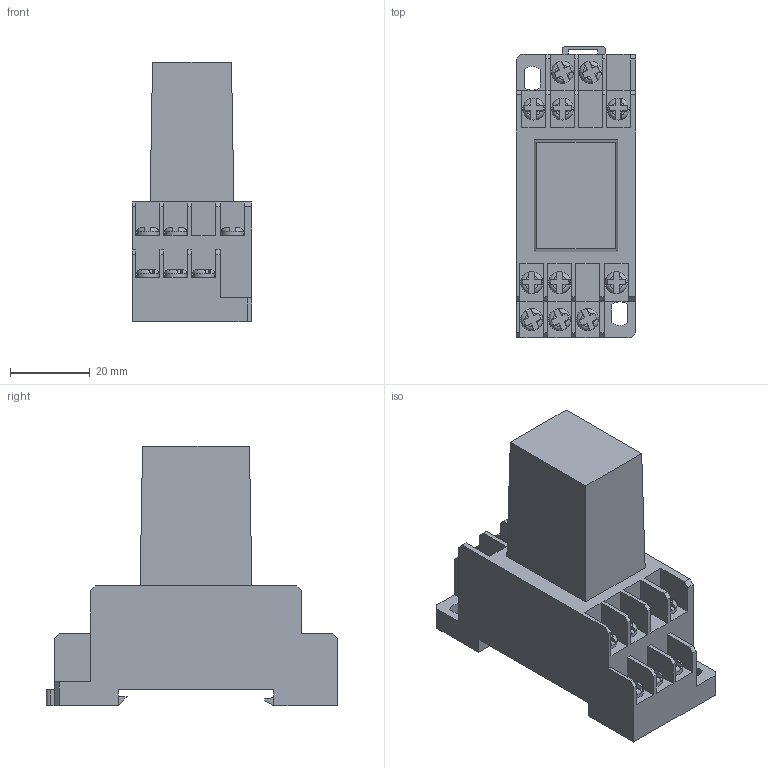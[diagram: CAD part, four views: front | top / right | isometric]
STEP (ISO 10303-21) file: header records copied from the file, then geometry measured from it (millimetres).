
FILE_DESCRIPTION (( 'STEP AP203' ), '1' );
FILE_NAME ('ﾐﾏ 22-3-12ﾂ, 24ﾂ, 230ﾂ.STEP', '2018-04-17T12:13:04', ( '' ), ( '' ), 'SwSTEP 2.0', 'SolidWorks 2017', '' );
FILE_SCHEMA (( 'CONFIG_CONTROL_DESIGN' ));
Length unit declared in the file: millimetre
Products named in the file (1): ﾐﾏ 22-3-12ﾂ, 24ﾂ, 230ﾂ
Bounding box: 30 x 73 x 65 mm (x, y, z)
Volume: 64668.6 mm3; surface area: 15839.2 mm2
Topology: 1 solids, 1 shells, 350 faces, 954 edges, 615 vertices
Faces by surface type: plane 289, torus 33, cylinder 28
Entity records: 11475 total; most frequent: CARTESIAN_POINT 2657, ORIENTED_EDGE 1908, DIRECTION 1692, EDGE_CURVE 954, LINE 676, VECTOR 676, VERTEX_POINT 615, AXIS2_PLACEMENT_3D 508
